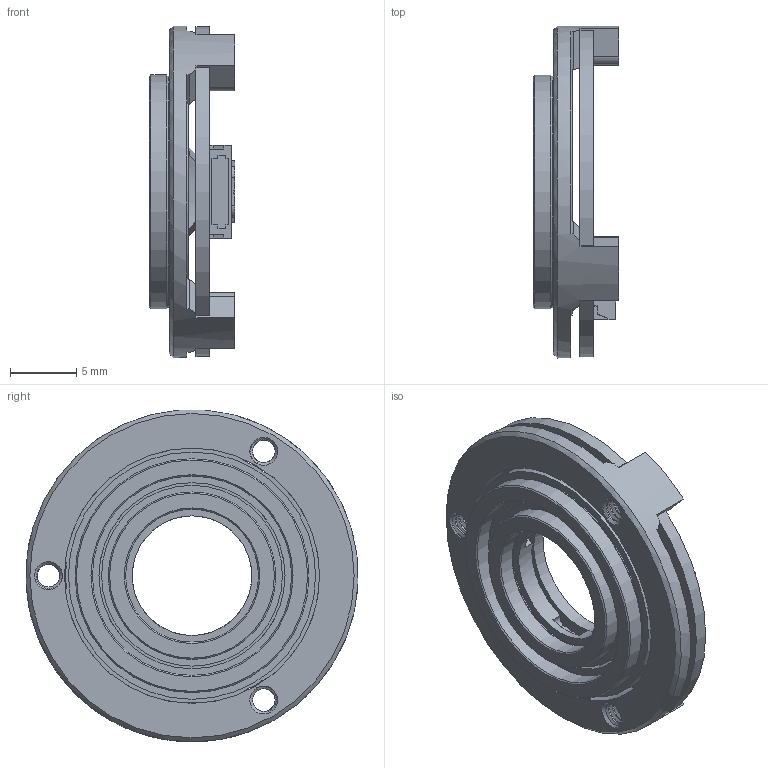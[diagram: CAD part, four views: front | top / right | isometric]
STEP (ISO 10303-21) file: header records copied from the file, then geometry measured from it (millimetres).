
FILE_DESCRIPTION (( 'STEP AP214' ), '1' );
FILE_NAME ('DPT-10B-15B-25H.step', '2024-12-08T15:44:07', ( '' ), ( '' ), 'SwSTEP 2.0', 'SolidWorks 2022', '' );
FILE_SCHEMA (( 'AUTOMOTIVE_DESIGN' ));
Length unit declared in the file: millimetre
Products named in the file (1): DPT-10B-15B-25H
Bounding box: 6.4 x 24.98 x 24.96 mm (x, y, z)
Volume: 1172.7 mm3; surface area: 2902.1 mm2
Topology: 7 solids, 7 shells, 539 faces, 1443 edges, 953 vertices
Faces by surface type: plane 293, bspline 160, cylinder 71, cone 15
Full cylindrical faces by diameter (mm): 9 x1, 9.8 x1, 10 x1, 10.2 x1, 11.2 x2, 12.4 x1, 12.6 x1, 12.8 x2, 13.6 x1, 14 x1, 15 x1, 15.2 x1, 16.2 x2, 17.4 x1, 17.6 x1, 17.8 x2, 18.6 x1, 19.2 x1, 25 x1
Entity records: 25896 total; most frequent: CARTESIAN_POINT 9606, ORIENTED_EDGE 2790, DIRECTION 2006, EDGE_CURVE 1395, VERTEX_POINT 943, VECTOR 860, LINE 860, EDGE_LOOP 630
